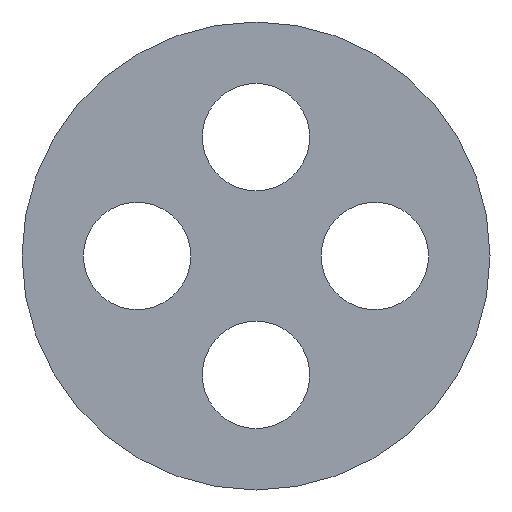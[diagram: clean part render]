
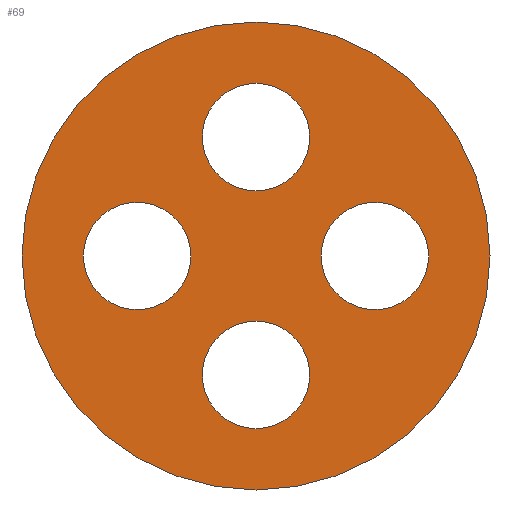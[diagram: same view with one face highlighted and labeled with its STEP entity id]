
A CAD part, left-side view. The second image highlights one B-rep face of the part: STEP entity #69.
In plain terms, the highlighted planar face has unit normal (-1, 0, 0).
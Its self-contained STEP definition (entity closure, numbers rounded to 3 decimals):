
#69 = ADVANCED_FACE( '', ( #160, #161, #162, #163, #164 ), #165, .F. );
#160 = FACE_BOUND( '', #281, .T. );
#161 = FACE_BOUND( '', #282, .T. );
#162 = FACE_BOUND( '', #283, .T. );
#163 = FACE_BOUND( '', #284, .T. );
#164 = FACE_OUTER_BOUND( '', #285, .T. );
#165 = PLANE( '', #286 );
#281 = EDGE_LOOP( '', ( #420 ) );
#282 = EDGE_LOOP( '', ( #421 ) );
#283 = EDGE_LOOP( '', ( #422 ) );
#284 = EDGE_LOOP( '', ( #423 ) );
#285 = EDGE_LOOP( '', ( #424 ) );
#286 = AXIS2_PLACEMENT_3D( '', #425, #426, #427 );
#420 = ORIENTED_EDGE( '', *, *, #697, .T. );
#421 = ORIENTED_EDGE( '', *, *, #698, .T. );
#422 = ORIENTED_EDGE( '', *, *, #678, .T. );
#423 = ORIENTED_EDGE( '', *, *, #699, .T. );
#424 = ORIENTED_EDGE( '', *, *, #686, .F. );
#425 = CARTESIAN_POINT( '', ( 0., 0., 0. ) );
#426 = DIRECTION( '', ( 1., 0., 0. ) );
#427 = DIRECTION( '', ( 0., 0., -1. ) );
#678 = EDGE_CURVE( '', #798, #798, #799, .T. );
#686 = EDGE_CURVE( '', #812, #812, #813, .T. );
#697 = EDGE_CURVE( '', #830, #830, #831, .T. );
#698 = EDGE_CURVE( '', #832, #832, #833, .T. );
#699 = EDGE_CURVE( '', #834, #834, #835, .T. );
#798 = VERTEX_POINT( '', #973 );
#799 = CIRCLE( '', #974, 3.5 );
#812 = VERTEX_POINT( '', #989 );
#813 = CIRCLE( '', #990, 15.25 );
#830 = VERTEX_POINT( '', #1014 );
#831 = CIRCLE( '', #1015, 3.5 );
#832 = VERTEX_POINT( '', #1016 );
#833 = CIRCLE( '', #1017, 3.5 );
#834 = VERTEX_POINT( '', #1018 );
#835 = CIRCLE( '', #1019, 3.5 );
#973 = CARTESIAN_POINT( '', ( 0., 7.75, -3.5 ) );
#974 = AXIS2_PLACEMENT_3D( '', #1195, #1196, #1197 );
#989 = CARTESIAN_POINT( '', ( 0., 0., -15.25 ) );
#990 = AXIS2_PLACEMENT_3D( '', #1209, #1210, #1211 );
#1014 = CARTESIAN_POINT( '', ( 0., 0., 4.25 ) );
#1015 = AXIS2_PLACEMENT_3D( '', #1219, #1220, #1221 );
#1016 = CARTESIAN_POINT( '', ( 0., -7.75, -3.5 ) );
#1017 = AXIS2_PLACEMENT_3D( '', #1222, #1223, #1224 );
#1018 = CARTESIAN_POINT( '', ( 0., 0., -11.25 ) );
#1019 = AXIS2_PLACEMENT_3D( '', #1225, #1226, #1227 );
#1195 = CARTESIAN_POINT( '', ( 0., 7.75, 0. ) );
#1196 = DIRECTION( '', ( 1., 0., 0. ) );
#1197 = DIRECTION( '', ( 0., 0., -1. ) );
#1209 = CARTESIAN_POINT( '', ( 0., 0., 0. ) );
#1210 = DIRECTION( '', ( 1., 0., 0. ) );
#1211 = DIRECTION( '', ( 0., 0., -1. ) );
#1219 = CARTESIAN_POINT( '', ( 0., 0., 7.75 ) );
#1220 = DIRECTION( '', ( 1., 0., 0. ) );
#1221 = DIRECTION( '', ( 0., 0., -1. ) );
#1222 = CARTESIAN_POINT( '', ( 0., -7.75, 0. ) );
#1223 = DIRECTION( '', ( 1., 0., 0. ) );
#1224 = DIRECTION( '', ( 0., 0., -1. ) );
#1225 = CARTESIAN_POINT( '', ( 0., 0., -7.75 ) );
#1226 = DIRECTION( '', ( 1., 0., 0. ) );
#1227 = DIRECTION( '', ( 0., 0., -1. ) );
